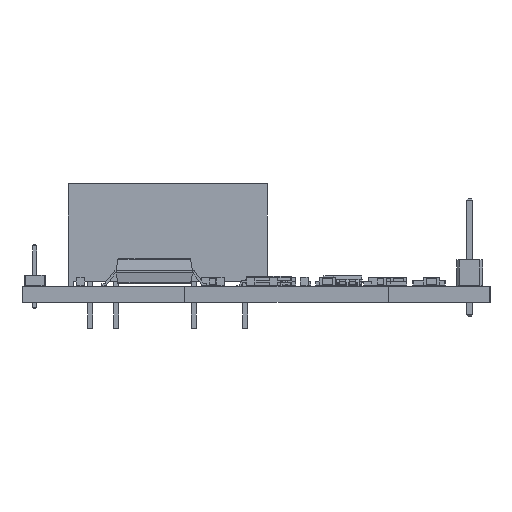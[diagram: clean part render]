
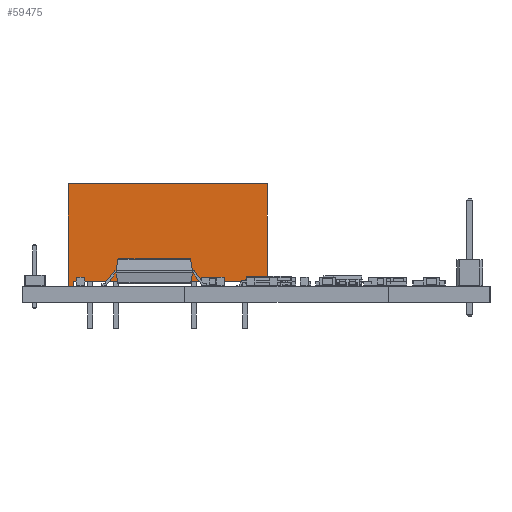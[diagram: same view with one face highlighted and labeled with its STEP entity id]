
A CAD part, left-side view. The second image highlights one B-rep face of the part: STEP entity #59475.
In plain terms, the highlighted face is planar.
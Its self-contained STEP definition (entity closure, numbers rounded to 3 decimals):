
#58417 = PLANE('',#58418);
#58418 = AXIS2_PLACEMENT_3D('',#58419,#58420,#58421);
#58419 = CARTESIAN_POINT('',(-9.414,0.,-0.559));
#58420 = DIRECTION('',(-1.,0.,0.));
#58421 = DIRECTION('',(0.,0.,1.));
#58445 = PLANE('',#58446);
#58446 = AXIS2_PLACEMENT_3D('',#58447,#58448,#58449);
#58447 = CARTESIAN_POINT('',(-9.414,0.,9.541));
#58448 = DIRECTION('',(0.,0.,1.));
#58449 = DIRECTION('',(1.,0.,0.));
#58473 = PLANE('',#58474);
#58474 = AXIS2_PLACEMENT_3D('',#58475,#58476,#58477);
#58475 = CARTESIAN_POINT('',(-8.914,0.,9.541));
#58476 = DIRECTION('',(1.,0.,0.));
#58477 = DIRECTION('',(0.,0.,-1.));
#58501 = PLANE('',#58502);
#58502 = AXIS2_PLACEMENT_3D('',#58503,#58504,#58505);
#58503 = CARTESIAN_POINT('',(-8.914,0.,9.041));
#58504 = DIRECTION('',(0.,0.,1.));
#58505 = DIRECTION('',(1.,0.,0.));
#58529 = PLANE('',#58530);
#58530 = AXIS2_PLACEMENT_3D('',#58531,#58532,#58533);
#58531 = CARTESIAN_POINT('',(9.686,0.,9.041));
#58532 = DIRECTION('',(-1.,0.,0.));
#58533 = DIRECTION('',(0.,0.,1.));
#58557 = PLANE('',#58558);
#58558 = AXIS2_PLACEMENT_3D('',#58559,#58560,#58561);
#58559 = CARTESIAN_POINT('',(9.686,0.,9.541));
#58560 = DIRECTION('',(0.,0.,1.));
#58561 = DIRECTION('',(1.,0.,0.));
#58585 = PLANE('',#58586);
#58586 = AXIS2_PLACEMENT_3D('',#58587,#58588,#58589);
#58587 = CARTESIAN_POINT('',(10.186,0.,9.541));
#58588 = DIRECTION('',(1.,0.,0.));
#58589 = DIRECTION('',(0.,0.,-1.));
#58611 = PLANE('',#58612);
#58612 = AXIS2_PLACEMENT_3D('',#58613,#58614,#58615);
#58613 = CARTESIAN_POINT('',(10.186,0.,-0.559));
#58614 = DIRECTION('',(0.,0.,-1.));
#58615 = DIRECTION('',(-1.,0.,0.));
#58627 = VERTEX_POINT('',#58628);
#58628 = CARTESIAN_POINT('',(-9.414,6.,9.541));
#58649 = EDGE_CURVE('',#58650,#58627,#58652,.T.);
#58650 = VERTEX_POINT('',#58651);
#58651 = CARTESIAN_POINT('',(-9.414,6.,-0.559));
#58652 = SURFACE_CURVE('',#58653,(#58657,#58664),.PCURVE_S1.);
#58653 = LINE('',#58654,#58655);
#58654 = CARTESIAN_POINT('',(-9.414,6.,-0.559));
#58655 = VECTOR('',#58656,1.);
#58656 = DIRECTION('',(0.,0.,1.));
#58657 = PCURVE('',#58417,#58658);
#58658 = DEFINITIONAL_REPRESENTATION('',(#58659),#58663);
#58659 = LINE('',#58660,#58661);
#58660 = CARTESIAN_POINT('',(0.,6.));
#58661 = VECTOR('',#58662,1.);
#58662 = DIRECTION('',(1.,0.));
#58663 = ( GEOMETRIC_REPRESENTATION_CONTEXT(2) 
PARAMETRIC_REPRESENTATION_CONTEXT() REPRESENTATION_CONTEXT('2D SPACE',''
  ) );
#58664 = PCURVE('',#58665,#58670);
#58665 = PLANE('',#58666);
#58666 = AXIS2_PLACEMENT_3D('',#58667,#58668,#58669);
#58667 = CARTESIAN_POINT('',(0.386,6.,-0.559));
#58668 = DIRECTION('',(0.,1.,0.));
#58669 = DIRECTION('',(1.,0.,0.));
#58670 = DEFINITIONAL_REPRESENTATION('',(#58671),#58675);
#58671 = LINE('',#58672,#58673);
#58672 = CARTESIAN_POINT('',(-9.8,0.));
#58673 = VECTOR('',#58674,1.);
#58674 = DIRECTION('',(0.,-1.));
#58675 = ( GEOMETRIC_REPRESENTATION_CONTEXT(2) 
PARAMETRIC_REPRESENTATION_CONTEXT() REPRESENTATION_CONTEXT('2D SPACE',''
  ) );
#58703 = EDGE_CURVE('',#58704,#58650,#58706,.T.);
#58704 = VERTEX_POINT('',#58705);
#58705 = CARTESIAN_POINT('',(10.186,6.,-0.559));
#58706 = SURFACE_CURVE('',#58707,(#58711,#58718),.PCURVE_S1.);
#58707 = LINE('',#58708,#58709);
#58708 = CARTESIAN_POINT('',(10.186,6.,-0.559));
#58709 = VECTOR('',#58710,1.);
#58710 = DIRECTION('',(-1.,0.,0.));
#58711 = PCURVE('',#58611,#58712);
#58712 = DEFINITIONAL_REPRESENTATION('',(#58713),#58717);
#58713 = LINE('',#58714,#58715);
#58714 = CARTESIAN_POINT('',(0.,6.));
#58715 = VECTOR('',#58716,1.);
#58716 = DIRECTION('',(1.,0.));
#58717 = ( GEOMETRIC_REPRESENTATION_CONTEXT(2) 
PARAMETRIC_REPRESENTATION_CONTEXT() REPRESENTATION_CONTEXT('2D SPACE',''
  ) );
#58718 = PCURVE('',#58665,#58719);
#58719 = DEFINITIONAL_REPRESENTATION('',(#58720),#58724);
#58720 = LINE('',#58721,#58722);
#58721 = CARTESIAN_POINT('',(9.8,0.));
#58722 = VECTOR('',#58723,1.);
#58723 = DIRECTION('',(-1.,0.));
#58724 = ( GEOMETRIC_REPRESENTATION_CONTEXT(2) 
PARAMETRIC_REPRESENTATION_CONTEXT() REPRESENTATION_CONTEXT('2D SPACE',''
  ) );
#58752 = EDGE_CURVE('',#58753,#58704,#58755,.T.);
#58753 = VERTEX_POINT('',#58754);
#58754 = CARTESIAN_POINT('',(10.186,6.,9.541));
#58755 = SURFACE_CURVE('',#58756,(#58760,#58767),.PCURVE_S1.);
#58756 = LINE('',#58757,#58758);
#58757 = CARTESIAN_POINT('',(10.186,6.,9.541));
#58758 = VECTOR('',#58759,1.);
#58759 = DIRECTION('',(0.,0.,-1.));
#58760 = PCURVE('',#58585,#58761);
#58761 = DEFINITIONAL_REPRESENTATION('',(#58762),#58766);
#58762 = LINE('',#58763,#58764);
#58763 = CARTESIAN_POINT('',(0.,6.));
#58764 = VECTOR('',#58765,1.);
#58765 = DIRECTION('',(1.,0.));
#58766 = ( GEOMETRIC_REPRESENTATION_CONTEXT(2) 
PARAMETRIC_REPRESENTATION_CONTEXT() REPRESENTATION_CONTEXT('2D SPACE',''
  ) );
#58767 = PCURVE('',#58665,#58768);
#58768 = DEFINITIONAL_REPRESENTATION('',(#58769),#58773);
#58769 = LINE('',#58770,#58771);
#58770 = CARTESIAN_POINT('',(9.8,-10.1));
#58771 = VECTOR('',#58772,1.);
#58772 = DIRECTION('',(0.,1.));
#58773 = ( GEOMETRIC_REPRESENTATION_CONTEXT(2) 
PARAMETRIC_REPRESENTATION_CONTEXT() REPRESENTATION_CONTEXT('2D SPACE',''
  ) );
#58801 = EDGE_CURVE('',#58802,#58753,#58804,.T.);
#58802 = VERTEX_POINT('',#58803);
#58803 = CARTESIAN_POINT('',(9.686,6.,9.541));
#58804 = SURFACE_CURVE('',#58805,(#58809,#58816),.PCURVE_S1.);
#58805 = LINE('',#58806,#58807);
#58806 = CARTESIAN_POINT('',(9.686,6.,9.541));
#58807 = VECTOR('',#58808,1.);
#58808 = DIRECTION('',(1.,0.,0.));
#58809 = PCURVE('',#58557,#58810);
#58810 = DEFINITIONAL_REPRESENTATION('',(#58811),#58815);
#58811 = LINE('',#58812,#58813);
#58812 = CARTESIAN_POINT('',(0.,6.));
#58813 = VECTOR('',#58814,1.);
#58814 = DIRECTION('',(1.,0.));
#58815 = ( GEOMETRIC_REPRESENTATION_CONTEXT(2) 
PARAMETRIC_REPRESENTATION_CONTEXT() REPRESENTATION_CONTEXT('2D SPACE',''
  ) );
#58816 = PCURVE('',#58665,#58817);
#58817 = DEFINITIONAL_REPRESENTATION('',(#58818),#58822);
#58818 = LINE('',#58819,#58820);
#58819 = CARTESIAN_POINT('',(9.3,-10.1));
#58820 = VECTOR('',#58821,1.);
#58821 = DIRECTION('',(1.,0.));
#58822 = ( GEOMETRIC_REPRESENTATION_CONTEXT(2) 
PARAMETRIC_REPRESENTATION_CONTEXT() REPRESENTATION_CONTEXT('2D SPACE',''
  ) );
#58850 = EDGE_CURVE('',#58851,#58802,#58853,.T.);
#58851 = VERTEX_POINT('',#58852);
#58852 = CARTESIAN_POINT('',(9.686,6.,9.041));
#58853 = SURFACE_CURVE('',#58854,(#58858,#58865),.PCURVE_S1.);
#58854 = LINE('',#58855,#58856);
#58855 = CARTESIAN_POINT('',(9.686,6.,9.041));
#58856 = VECTOR('',#58857,1.);
#58857 = DIRECTION('',(0.,0.,1.));
#58858 = PCURVE('',#58529,#58859);
#58859 = DEFINITIONAL_REPRESENTATION('',(#58860),#58864);
#58860 = LINE('',#58861,#58862);
#58861 = CARTESIAN_POINT('',(0.,6.));
#58862 = VECTOR('',#58863,1.);
#58863 = DIRECTION('',(1.,0.));
#58864 = ( GEOMETRIC_REPRESENTATION_CONTEXT(2) 
PARAMETRIC_REPRESENTATION_CONTEXT() REPRESENTATION_CONTEXT('2D SPACE',''
  ) );
#58865 = PCURVE('',#58665,#58866);
#58866 = DEFINITIONAL_REPRESENTATION('',(#58867),#58871);
#58867 = LINE('',#58868,#58869);
#58868 = CARTESIAN_POINT('',(9.3,-9.6));
#58869 = VECTOR('',#58870,1.);
#58870 = DIRECTION('',(0.,-1.));
#58871 = ( GEOMETRIC_REPRESENTATION_CONTEXT(2) 
PARAMETRIC_REPRESENTATION_CONTEXT() REPRESENTATION_CONTEXT('2D SPACE',''
  ) );
#58899 = EDGE_CURVE('',#58900,#58851,#58902,.T.);
#58900 = VERTEX_POINT('',#58901);
#58901 = CARTESIAN_POINT('',(-8.914,6.,9.041));
#58902 = SURFACE_CURVE('',#58903,(#58907,#58914),.PCURVE_S1.);
#58903 = LINE('',#58904,#58905);
#58904 = CARTESIAN_POINT('',(-8.914,6.,9.041));
#58905 = VECTOR('',#58906,1.);
#58906 = DIRECTION('',(1.,0.,0.));
#58907 = PCURVE('',#58501,#58908);
#58908 = DEFINITIONAL_REPRESENTATION('',(#58909),#58913);
#58909 = LINE('',#58910,#58911);
#58910 = CARTESIAN_POINT('',(0.,6.));
#58911 = VECTOR('',#58912,1.);
#58912 = DIRECTION('',(1.,0.));
#58913 = ( GEOMETRIC_REPRESENTATION_CONTEXT(2) 
PARAMETRIC_REPRESENTATION_CONTEXT() REPRESENTATION_CONTEXT('2D SPACE',''
  ) );
#58914 = PCURVE('',#58665,#58915);
#58915 = DEFINITIONAL_REPRESENTATION('',(#58916),#58920);
#58916 = LINE('',#58917,#58918);
#58917 = CARTESIAN_POINT('',(-9.3,-9.6));
#58918 = VECTOR('',#58919,1.);
#58919 = DIRECTION('',(1.,0.));
#58920 = ( GEOMETRIC_REPRESENTATION_CONTEXT(2) 
PARAMETRIC_REPRESENTATION_CONTEXT() REPRESENTATION_CONTEXT('2D SPACE',''
  ) );
#59404 = EDGE_CURVE('',#59405,#58900,#59407,.T.);
#59405 = VERTEX_POINT('',#59406);
#59406 = CARTESIAN_POINT('',(-8.914,6.,9.541));
#59407 = SURFACE_CURVE('',#59408,(#59412,#59419),.PCURVE_S1.);
#59408 = LINE('',#59409,#59410);
#59409 = CARTESIAN_POINT('',(-8.914,6.,9.541));
#59410 = VECTOR('',#59411,1.);
#59411 = DIRECTION('',(0.,0.,-1.));
#59412 = PCURVE('',#58473,#59413);
#59413 = DEFINITIONAL_REPRESENTATION('',(#59414),#59418);
#59414 = LINE('',#59415,#59416);
#59415 = CARTESIAN_POINT('',(0.,6.));
#59416 = VECTOR('',#59417,1.);
#59417 = DIRECTION('',(1.,0.));
#59418 = ( GEOMETRIC_REPRESENTATION_CONTEXT(2) 
PARAMETRIC_REPRESENTATION_CONTEXT() REPRESENTATION_CONTEXT('2D SPACE',''
  ) );
#59419 = PCURVE('',#58665,#59420);
#59420 = DEFINITIONAL_REPRESENTATION('',(#59421),#59425);
#59421 = LINE('',#59422,#59423);
#59422 = CARTESIAN_POINT('',(-9.3,-10.1));
#59423 = VECTOR('',#59424,1.);
#59424 = DIRECTION('',(0.,1.));
#59425 = ( GEOMETRIC_REPRESENTATION_CONTEXT(2) 
PARAMETRIC_REPRESENTATION_CONTEXT() REPRESENTATION_CONTEXT('2D SPACE',''
  ) );
#59454 = EDGE_CURVE('',#58627,#59405,#59455,.T.);
#59455 = SURFACE_CURVE('',#59456,(#59460,#59467),.PCURVE_S1.);
#59456 = LINE('',#59457,#59458);
#59457 = CARTESIAN_POINT('',(-9.414,6.,9.541));
#59458 = VECTOR('',#59459,1.);
#59459 = DIRECTION('',(1.,0.,0.));
#59460 = PCURVE('',#58445,#59461);
#59461 = DEFINITIONAL_REPRESENTATION('',(#59462),#59466);
#59462 = LINE('',#59463,#59464);
#59463 = CARTESIAN_POINT('',(0.,6.));
#59464 = VECTOR('',#59465,1.);
#59465 = DIRECTION('',(1.,0.));
#59466 = ( GEOMETRIC_REPRESENTATION_CONTEXT(2) 
PARAMETRIC_REPRESENTATION_CONTEXT() REPRESENTATION_CONTEXT('2D SPACE',''
  ) );
#59467 = PCURVE('',#58665,#59468);
#59468 = DEFINITIONAL_REPRESENTATION('',(#59469),#59473);
#59469 = LINE('',#59470,#59471);
#59470 = CARTESIAN_POINT('',(-9.8,-10.1));
#59471 = VECTOR('',#59472,1.);
#59472 = DIRECTION('',(1.,0.));
#59473 = ( GEOMETRIC_REPRESENTATION_CONTEXT(2) 
PARAMETRIC_REPRESENTATION_CONTEXT() REPRESENTATION_CONTEXT('2D SPACE',''
  ) );
#59475 = ADVANCED_FACE('',(#59476),#58665,.T.);
#59476 = FACE_BOUND('',#59477,.F.);
#59477 = EDGE_LOOP('',(#59478,#59479,#59480,#59481,#59482,#59483,#59484,
    #59485));
#59478 = ORIENTED_EDGE('',*,*,#58649,.F.);
#59479 = ORIENTED_EDGE('',*,*,#58703,.F.);
#59480 = ORIENTED_EDGE('',*,*,#58752,.F.);
#59481 = ORIENTED_EDGE('',*,*,#58801,.F.);
#59482 = ORIENTED_EDGE('',*,*,#58850,.F.);
#59483 = ORIENTED_EDGE('',*,*,#58899,.F.);
#59484 = ORIENTED_EDGE('',*,*,#59404,.F.);
#59485 = ORIENTED_EDGE('',*,*,#59454,.F.);
